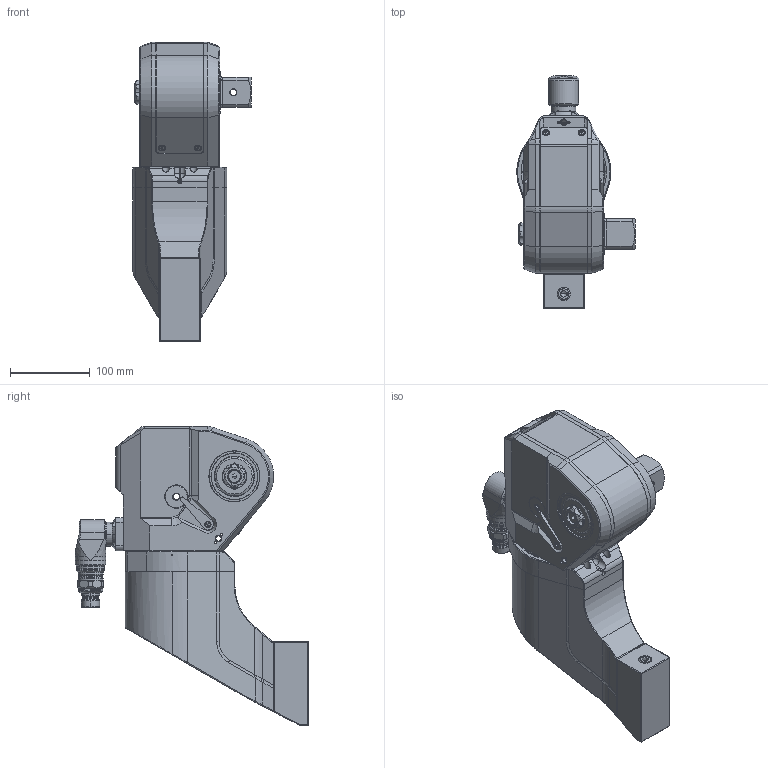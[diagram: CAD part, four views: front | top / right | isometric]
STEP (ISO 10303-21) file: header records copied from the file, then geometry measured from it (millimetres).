
FILE_DESCRIPTION (( 'STEP AP203' ), '1' );
FILE_NAME ('TF10 ToolFit-Adjustable.STEP', '2023-11-09T15:18:57', ( '' ), ( '' ), 'SwSTEP 2.0', 'SolidWorks 2023', '' );
FILE_SCHEMA (( 'CONFIG_CONTROL_DESIGN' ));
Length unit declared in the file: millimetre
Products named in the file (5): TF10 ToolFit - RArm; TFS.00001 Toolfit - Co-Axial [Size 2]; TF10 ToolFit-Adjustable; TF10 ToolFit - SqDrive; TF10 ToolFit - Housing
Assembly tree (4 placements, depth 2):
  TF10 ToolFit-Adjustable
    TF10 ToolFit - Housing
    TF10 ToolFit - RArm
    TF10 ToolFit - SqDrive
    TFS.00001 Toolfit - Co-Axial [Size 2]
Bounding box: 148.61 x 292.91 x 375.91 mm (x, y, z)
Surface area: 431214.4 mm2 (no closed solid volume)
Topology: 0 solids, 65 shells, 1227 faces, 3605 edges, 2391 vertices
Faces by surface type: cylinder 454, plane 376, cone 218, torus 114, bspline 57, sphere 8
Entity records: 48249 total; most frequent: CARTESIAN_POINT 15807, DIRECTION 6741, ORIENTED_EDGE 6377, EDGE_CURVE 3577, AXIS2_PLACEMENT_3D 2607, VERTEX_POINT 2391, VECTOR 1527, LINE 1527
